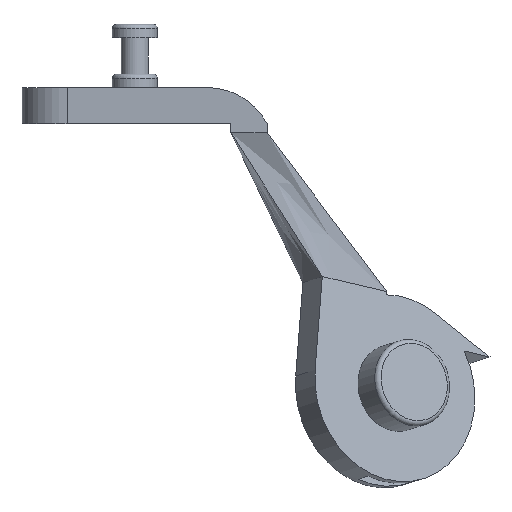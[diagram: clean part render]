
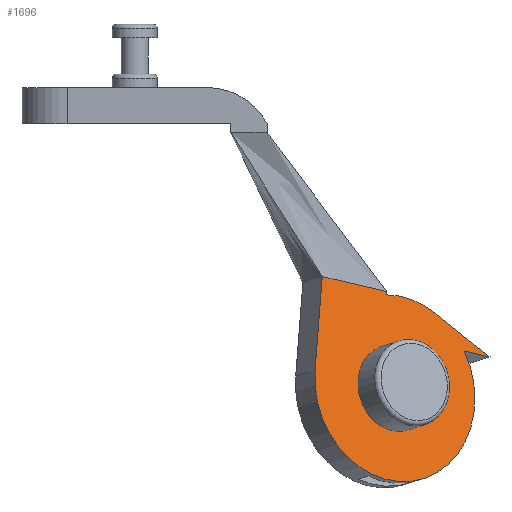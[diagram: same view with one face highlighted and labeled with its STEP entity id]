
A CAD part, top view. The second image highlights one B-rep face of the part: STEP entity #1696.
In plain terms, the highlighted planar face has unit normal (0.536, 0.17, 0.827).
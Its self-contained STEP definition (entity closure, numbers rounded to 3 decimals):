
#146=FACE_BOUND('',#424,.T.);
#172=CIRCLE('',#1772,10.5);
#177=CIRCLE('',#1780,4.85);
#185=CIRCLE('',#1794,374.);
#186=CIRCLE('',#1796,10.5);
#229=PLANE('',#1798);
#321=FACE_OUTER_BOUND('',#423,.T.);
#423=EDGE_LOOP('',(#1558,#1559,#1560,#1561,#1562,#1563,#1564,#1565));
#424=EDGE_LOOP('',(#1566));
#448=LINE('',#2246,#575);
#451=LINE('',#2251,#578);
#534=LINE('',#6061,#661);
#538=LINE('',#6068,#665);
#541=LINE('',#6076,#668);
#575=VECTOR('',#1827,10.);
#578=VECTOR('',#1830,10.);
#661=VECTOR('',#2015,10.);
#665=VECTOR('',#2021,10.);
#668=VECTOR('',#2026,10.);
#696=VERTEX_POINT('',#2224);
#698=VERTEX_POINT('',#2245);
#700=VERTEX_POINT('',#2249);
#824=VERTEX_POINT('',#6060);
#826=VERTEX_POINT('',#6066);
#829=VERTEX_POINT('',#6073);
#830=VERTEX_POINT('',#6075);
#831=VERTEX_POINT('',#6079);
#840=VERTEX_POINT('',#6102);
#864=EDGE_CURVE('',#696,#698,#448,.T.);
#867=EDGE_CURVE('',#698,#700,#451,.T.);
#1055=EDGE_CURVE('',#824,#696,#534,.T.);
#1059=EDGE_CURVE('',#700,#826,#538,.T.);
#1062=EDGE_CURVE('',#829,#830,#541,.T.);
#1064=EDGE_CURVE('',#831,#824,#172,.T.);
#1076=EDGE_CURVE('',#840,#840,#177,.T.);
#1086=EDGE_CURVE('',#829,#831,#185,.F.);
#1087=EDGE_CURVE('',#826,#830,#186,.T.);
#1558=ORIENTED_EDGE('',*,*,#867,.T.);
#1559=ORIENTED_EDGE('',*,*,#1059,.T.);
#1560=ORIENTED_EDGE('',*,*,#1087,.T.);
#1561=ORIENTED_EDGE('',*,*,#1062,.F.);
#1562=ORIENTED_EDGE('',*,*,#1086,.T.);
#1563=ORIENTED_EDGE('',*,*,#1064,.T.);
#1564=ORIENTED_EDGE('',*,*,#1055,.T.);
#1565=ORIENTED_EDGE('',*,*,#864,.T.);
#1566=ORIENTED_EDGE('',*,*,#1076,.T.);
#1696=ADVANCED_FACE('',(#321,#146),#229,.T.);
#1772=AXIS2_PLACEMENT_3D('',#6080,#2030,#2031);
#1780=AXIS2_PLACEMENT_3D('',#6104,#2053,#2054);
#1794=AXIS2_PLACEMENT_3D('',#6123,#2083,#2084);
#1796=AXIS2_PLACEMENT_3D('',#6125,#2087,#2088);
#1798=AXIS2_PLACEMENT_3D('',#6129,#2092,#2093);
#1827=DIRECTION('',(-0.841,0.194,0.505));
#1830=DIRECTION('',(-0.841,0.194,0.505));
#2015=DIRECTION('',(0.074,0.966,-0.247));
#2021=DIRECTION('',(-0.074,-0.966,0.247));
#2026=DIRECTION('',(-0.841,0.194,0.505));
#2030=DIRECTION('center_axis',(0.536,0.17,0.827));
#2031=DIRECTION('ref_axis',(0.841,-0.194,-0.505));
#2053=DIRECTION('center_axis',(-0.536,-0.17,-0.827));
#2054=DIRECTION('ref_axis',(0.841,-0.194,-0.505));
#2083=DIRECTION('center_axis',(0.536,0.17,0.827));
#2084=DIRECTION('ref_axis',(-0.43,-0.788,0.441));
#2087=DIRECTION('center_axis',(0.536,0.17,0.827));
#2088=DIRECTION('ref_axis',(0.841,-0.194,-0.505));
#2092=DIRECTION('center_axis',(0.536,0.17,0.827));
#2093=DIRECTION('ref_axis',(0.841,-0.194,-0.505));
#2224=CARTESIAN_POINT('',(10.396,16.431,-2.226));
#2245=CARTESIAN_POINT('',(4.215,17.854,1.49));
#2246=CARTESIAN_POINT('',(10.396,16.431,-2.226));
#2249=CARTESIAN_POINT('',(3.248,18.076,2.071));
#2251=CARTESIAN_POINT('',(10.396,16.431,-2.226));
#6060=CARTESIAN_POINT('',(10.367,16.062,-2.131));
#6061=CARTESIAN_POINT('',(12.488,43.784,-9.218));
#6066=CARTESIAN_POINT('',(2.458,7.747,4.711));
#6068=CARTESIAN_POINT('',(2.458,7.747,4.711));
#6073=CARTESIAN_POINT('',(21.821,9.19,-8.144));
#6075=CARTESIAN_POINT('',(18.976,9.845,-6.434));
#6076=CARTESIAN_POINT('',(20.398,9.517,-7.289));
#6079=CARTESIAN_POINT('',(15.797,13.99,-5.226));
#6080=CARTESIAN_POINT('Origin',(11.287,5.715,-0.596));
#6102=CARTESIAN_POINT('',(7.209,6.654,1.855));
#6104=CARTESIAN_POINT('Origin',(11.287,5.715,-0.596));
#6123=CARTESIAN_POINT('Origin',(176.433,308.737,-170.139));
#6125=CARTESIAN_POINT('Origin',(11.287,5.715,-0.596));
#6129=CARTESIAN_POINT('Origin',(11.287,5.715,-0.596));
